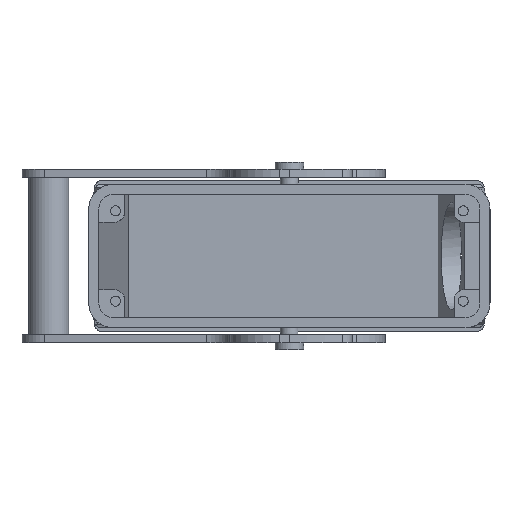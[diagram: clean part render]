
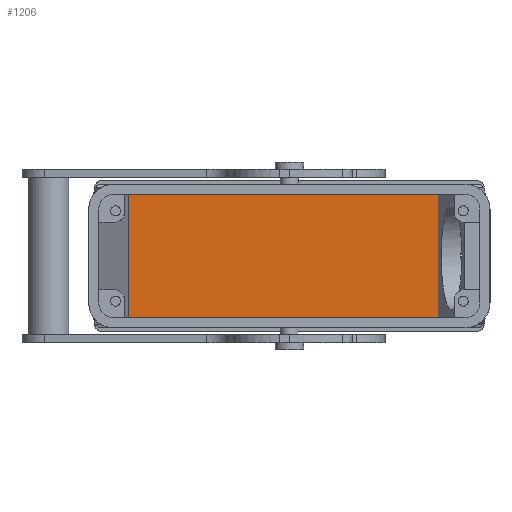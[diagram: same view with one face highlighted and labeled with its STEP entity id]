
A CAD part, front view. The second image highlights one B-rep face of the part: STEP entity #1206.
In plain terms, the highlighted planar face has unit normal (0, -1, 0).
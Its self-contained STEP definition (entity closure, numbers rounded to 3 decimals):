
#1206=ADVANCED_FACE('',(#1468),#5807,.F.);
#1468=FACE_OUTER_BOUND('',#1716,.T.);
#1716=EDGE_LOOP('',(#2414,#2415,#2416,#2417));
#2414=ORIENTED_EDGE('',*,*,#4039,.T.);
#2415=ORIENTED_EDGE('',*,*,#4036,.F.);
#2416=ORIENTED_EDGE('',*,*,#4040,.F.);
#2417=ORIENTED_EDGE('',*,*,#4041,.F.);
#3486=VERTEX_POINT('',#8931);
#3487=VERTEX_POINT('',#8933);
#3488=VERTEX_POINT('',#8938);
#3489=VERTEX_POINT('',#8940);
#4036=EDGE_CURVE('',#3486,#3487,#4673,.T.);
#4039=EDGE_CURVE('',#3488,#3487,#4676,.T.);
#4040=EDGE_CURVE('',#3489,#3486,#4677,.T.);
#4041=EDGE_CURVE('',#3488,#3489,#4678,.T.);
#4673=LINE('',#8932,#5144);
#4676=LINE('',#8937,#5147);
#4677=LINE('',#8939,#5148);
#4678=LINE('',#8941,#5149);
#5144=VECTOR('',#7026,1.);
#5147=VECTOR('',#7031,1.);
#5148=VECTOR('',#7032,1.);
#5149=VECTOR('',#7033,1.);
#5807=PLANE('',#6229);
#6229=AXIS2_PLACEMENT_3D('',#8942,#7034,#7035);
#7026=DIRECTION('',(0.,0.,1.));
#7031=DIRECTION('',(-1.,0.,0.));
#7032=DIRECTION('',(-1.,0.,0.));
#7033=DIRECTION('',(0.,0.,-1.));
#7034=DIRECTION('',(0.,1.,0.));
#7035=DIRECTION('',(0.,0.,-1.));
#8931=CARTESIAN_POINT('',(-48.229,62.5,-18.5));
#8932=CARTESIAN_POINT('',(-48.229,62.5,-18.5));
#8933=CARTESIAN_POINT('',(-48.229,62.5,18.5));
#8937=CARTESIAN_POINT('',(44.46,62.5,18.5));
#8938=CARTESIAN_POINT('',(44.46,62.5,18.5));
#8939=CARTESIAN_POINT('',(44.46,62.5,-18.5));
#8940=CARTESIAN_POINT('',(44.46,62.5,-18.5));
#8941=CARTESIAN_POINT('',(44.46,62.5,18.5));
#8942=CARTESIAN_POINT('',(60.2,62.5,18.7));
